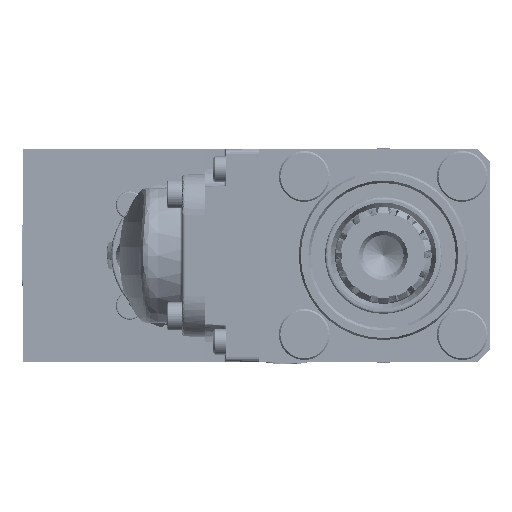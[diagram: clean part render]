
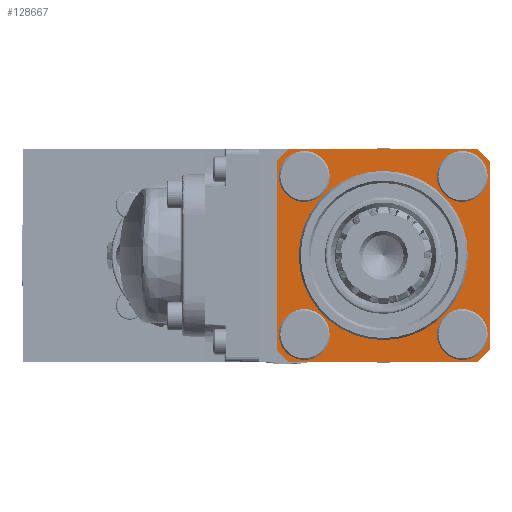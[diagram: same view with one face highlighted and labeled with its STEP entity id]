
A CAD part, left-side view. The second image highlights one B-rep face of the part: STEP entity #128667.
In plain terms, the highlighted planar face has unit normal (-1, 0, 0).
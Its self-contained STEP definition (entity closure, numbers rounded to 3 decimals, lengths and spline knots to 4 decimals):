
#3595=FACE_BOUND('',#40384,.T.);
#3596=FACE_BOUND('',#40385,.T.);
#3597=FACE_BOUND('',#40386,.T.);
#3598=FACE_BOUND('',#40387,.T.);
#3599=FACE_BOUND('',#40388,.T.);
#5496=PLANE('',#138617);
#12370=LINE('',#214333,#22694);
#12371=LINE('',#214337,#22695);
#12372=LINE('',#214341,#22696);
#12373=LINE('',#214345,#22697);
#22694=VECTOR('',#160388,3.7041);
#22695=VECTOR('',#160391,3.7041);
#22696=VECTOR('',#160394,3.7041);
#22697=VECTOR('',#160397,3.7041);
#33404=FACE_OUTER_BOUND('',#40383,.T.);
#40383=EDGE_LOOP('',(#96191,#96192,#96193,#96194,#96195,#96196,#96197,#96198));
#40384=EDGE_LOOP('',(#96199,#96200));
#40385=EDGE_LOOP('',(#96201,#96202));
#40386=EDGE_LOOP('',(#96203,#96204));
#40387=EDGE_LOOP('',(#96205,#96206));
#40388=EDGE_LOOP('',(#96207,#96208));
#47785=CIRCLE('',#138615,1.665);
#47786=CIRCLE('',#138616,1.665);
#47787=CIRCLE('',#138618,2.8);
#47788=CIRCLE('',#138619,2.8);
#47789=CIRCLE('',#138620,2.8);
#47790=CIRCLE('',#138621,2.8);
#47791=CIRCLE('',#138622,0.3);
#47792=CIRCLE('',#138623,0.3);
#47793=CIRCLE('',#138624,0.3);
#47794=CIRCLE('',#138625,0.3);
#47795=CIRCLE('',#138626,0.3);
#47796=CIRCLE('',#138627,0.3);
#47797=CIRCLE('',#138628,0.3);
#47798=CIRCLE('',#138629,0.3);
#55226=VERTEX_POINT('',#214325);
#55227=VERTEX_POINT('',#214327);
#55228=VERTEX_POINT('',#214331);
#55229=VERTEX_POINT('',#214332);
#55230=VERTEX_POINT('',#214334);
#55231=VERTEX_POINT('',#214336);
#55232=VERTEX_POINT('',#214338);
#55233=VERTEX_POINT('',#214340);
#55234=VERTEX_POINT('',#214342);
#55235=VERTEX_POINT('',#214344);
#55236=VERTEX_POINT('',#214347);
#55237=VERTEX_POINT('',#214348);
#55238=VERTEX_POINT('',#214351);
#55239=VERTEX_POINT('',#214352);
#55240=VERTEX_POINT('',#214355);
#55241=VERTEX_POINT('',#214356);
#55242=VERTEX_POINT('',#214359);
#55243=VERTEX_POINT('',#214360);
#70199=EDGE_CURVE('',#55227,#55226,#47785,.T.);
#70200=EDGE_CURVE('',#55226,#55227,#47786,.T.);
#70201=EDGE_CURVE('',#55228,#55229,#12370,.T.);
#70202=EDGE_CURVE('',#55230,#55228,#47787,.T.);
#70203=EDGE_CURVE('',#55231,#55230,#12371,.T.);
#70204=EDGE_CURVE('',#55232,#55231,#47788,.T.);
#70205=EDGE_CURVE('',#55233,#55232,#12372,.T.);
#70206=EDGE_CURVE('',#55234,#55233,#47789,.T.);
#70207=EDGE_CURVE('',#55235,#55234,#12373,.T.);
#70208=EDGE_CURVE('',#55229,#55235,#47790,.T.);
#70209=EDGE_CURVE('',#55236,#55237,#47791,.T.);
#70210=EDGE_CURVE('',#55237,#55236,#47792,.T.);
#70211=EDGE_CURVE('',#55238,#55239,#47793,.T.);
#70212=EDGE_CURVE('',#55239,#55238,#47794,.T.);
#70213=EDGE_CURVE('',#55240,#55241,#47795,.T.);
#70214=EDGE_CURVE('',#55241,#55240,#47796,.T.);
#70215=EDGE_CURVE('',#55242,#55243,#47797,.T.);
#70216=EDGE_CURVE('',#55243,#55242,#47798,.T.);
#96191=ORIENTED_EDGE('',*,*,#70201,.F.);
#96192=ORIENTED_EDGE('',*,*,#70202,.F.);
#96193=ORIENTED_EDGE('',*,*,#70203,.F.);
#96194=ORIENTED_EDGE('',*,*,#70204,.F.);
#96195=ORIENTED_EDGE('',*,*,#70205,.F.);
#96196=ORIENTED_EDGE('',*,*,#70206,.F.);
#96197=ORIENTED_EDGE('',*,*,#70207,.F.);
#96198=ORIENTED_EDGE('',*,*,#70208,.F.);
#96199=ORIENTED_EDGE('',*,*,#70199,.T.);
#96200=ORIENTED_EDGE('',*,*,#70200,.T.);
#96201=ORIENTED_EDGE('',*,*,#70209,.T.);
#96202=ORIENTED_EDGE('',*,*,#70210,.T.);
#96203=ORIENTED_EDGE('',*,*,#70211,.T.);
#96204=ORIENTED_EDGE('',*,*,#70212,.T.);
#96205=ORIENTED_EDGE('',*,*,#70213,.T.);
#96206=ORIENTED_EDGE('',*,*,#70214,.T.);
#96207=ORIENTED_EDGE('',*,*,#70215,.T.);
#96208=ORIENTED_EDGE('',*,*,#70216,.T.);
#128667=ADVANCED_FACE('',(#33404,#3595,#3596,#3597,#3598,#3599),#5496,.T.);
#138615=AXIS2_PLACEMENT_3D('',#214328,#160382,#160383);
#138616=AXIS2_PLACEMENT_3D('',#214329,#160384,#160385);
#138617=AXIS2_PLACEMENT_3D('',#214330,#160386,#160387);
#138618=AXIS2_PLACEMENT_3D('',#214335,#160389,#160390);
#138619=AXIS2_PLACEMENT_3D('',#214339,#160392,#160393);
#138620=AXIS2_PLACEMENT_3D('',#214343,#160395,#160396);
#138621=AXIS2_PLACEMENT_3D('',#214346,#160398,#160399);
#138622=AXIS2_PLACEMENT_3D('',#214349,#160400,#160401);
#138623=AXIS2_PLACEMENT_3D('',#214350,#160402,#160403);
#138624=AXIS2_PLACEMENT_3D('',#214353,#160404,#160405);
#138625=AXIS2_PLACEMENT_3D('',#214354,#160406,#160407);
#138626=AXIS2_PLACEMENT_3D('',#214357,#160408,#160409);
#138627=AXIS2_PLACEMENT_3D('',#214358,#160410,#160411);
#138628=AXIS2_PLACEMENT_3D('',#214361,#160412,#160413);
#138629=AXIS2_PLACEMENT_3D('',#214362,#160414,#160415);
#160382=DIRECTION('center_axis',(1.,0.,0.));
#160383=DIRECTION('ref_axis',(0.,1.,0.));
#160384=DIRECTION('center_axis',(1.,0.,0.));
#160385=DIRECTION('ref_axis',(0.,1.,0.));
#160386=DIRECTION('center_axis',(-1.,0.,0.));
#160387=DIRECTION('ref_axis',(0.,1.,0.));
#160388=DIRECTION('',(0.,0.,1.));
#160389=DIRECTION('center_axis',(1.,0.,0.));
#160390=DIRECTION('ref_axis',(0.,0.661,-0.75));
#160391=DIRECTION('',(0.,1.,0.));
#160392=DIRECTION('center_axis',(1.,0.,0.));
#160393=DIRECTION('ref_axis',(0.,-0.75,-0.661));
#160394=DIRECTION('',(0.,0.,-1.));
#160395=DIRECTION('center_axis',(1.,0.,0.));
#160396=DIRECTION('ref_axis',(0.,-0.661,0.75));
#160397=DIRECTION('',(0.,-1.,0.));
#160398=DIRECTION('center_axis',(1.,0.,0.));
#160399=DIRECTION('ref_axis',(0.,0.75,0.661));
#160400=DIRECTION('center_axis',(1.,0.,0.));
#160401=DIRECTION('ref_axis',(0.,1.,0.));
#160402=DIRECTION('center_axis',(1.,0.,0.));
#160403=DIRECTION('ref_axis',(0.,1.,0.));
#160404=DIRECTION('center_axis',(1.,0.,0.));
#160405=DIRECTION('ref_axis',(0.,1.,0.));
#160406=DIRECTION('center_axis',(1.,0.,0.));
#160407=DIRECTION('ref_axis',(0.,1.,0.));
#160408=DIRECTION('center_axis',(1.,0.,0.));
#160409=DIRECTION('ref_axis',(0.,1.,0.));
#160410=DIRECTION('center_axis',(1.,0.,0.));
#160411=DIRECTION('ref_axis',(0.,1.,0.));
#160412=DIRECTION('center_axis',(1.,0.,0.));
#160413=DIRECTION('ref_axis',(0.,1.,0.));
#160414=DIRECTION('center_axis',(1.,0.,0.));
#160415=DIRECTION('ref_axis',(0.,1.,0.));
#214325=CARTESIAN_POINT('',(2.4,-1.665,0.));
#214327=CARTESIAN_POINT('',(2.4,1.665,0.));
#214328=CARTESIAN_POINT('Origin',(2.4,0.,0.));
#214329=CARTESIAN_POINT('Origin',(2.4,0.,0.));
#214330=CARTESIAN_POINT('Origin',(2.4,0.,0.));
#214331=CARTESIAN_POINT('',(2.4,2.1,-1.852));
#214332=CARTESIAN_POINT('',(2.4,2.1,1.852));
#214333=CARTESIAN_POINT('',(2.4,2.1,-1.852));
#214334=CARTESIAN_POINT('',(2.4,1.852,-2.1));
#214335=CARTESIAN_POINT('Origin',(2.4,0.,0.));
#214336=CARTESIAN_POINT('',(2.4,-1.852,-2.1));
#214337=CARTESIAN_POINT('',(2.4,-1.852,-2.1));
#214338=CARTESIAN_POINT('',(2.4,-2.1,-1.852));
#214339=CARTESIAN_POINT('Origin',(2.4,0.,0.));
#214340=CARTESIAN_POINT('',(2.4,-2.1,1.852));
#214341=CARTESIAN_POINT('',(2.4,-2.1,1.852));
#214342=CARTESIAN_POINT('',(2.4,-1.852,2.1));
#214343=CARTESIAN_POINT('Origin',(2.4,0.,0.));
#214344=CARTESIAN_POINT('',(2.4,1.852,2.1));
#214345=CARTESIAN_POINT('',(2.4,1.852,2.1));
#214346=CARTESIAN_POINT('Origin',(2.4,0.,0.));
#214347=CARTESIAN_POINT('',(2.4,1.2556,-1.5556));
#214348=CARTESIAN_POINT('',(2.4,1.8556,-1.5556));
#214349=CARTESIAN_POINT('Origin',(2.4,1.5556,-1.5556));
#214350=CARTESIAN_POINT('Origin',(2.4,1.5556,-1.5556));
#214351=CARTESIAN_POINT('',(2.4,1.2556,1.5556));
#214352=CARTESIAN_POINT('',(2.4,1.8556,1.5556));
#214353=CARTESIAN_POINT('Origin',(2.4,1.5556,1.5556));
#214354=CARTESIAN_POINT('Origin',(2.4,1.5556,1.5556));
#214355=CARTESIAN_POINT('',(2.4,-1.8556,1.5556));
#214356=CARTESIAN_POINT('',(2.4,-1.2556,1.5556));
#214357=CARTESIAN_POINT('Origin',(2.4,-1.5556,1.5556));
#214358=CARTESIAN_POINT('Origin',(2.4,-1.5556,1.5556));
#214359=CARTESIAN_POINT('',(2.4,-1.8556,-1.5556));
#214360=CARTESIAN_POINT('',(2.4,-1.2556,-1.5556));
#214361=CARTESIAN_POINT('Origin',(2.4,-1.5556,-1.5556));
#214362=CARTESIAN_POINT('Origin',(2.4,-1.5556,-1.5556));
